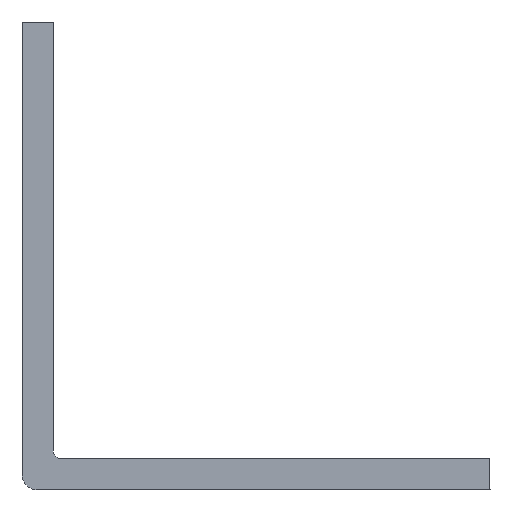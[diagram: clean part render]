
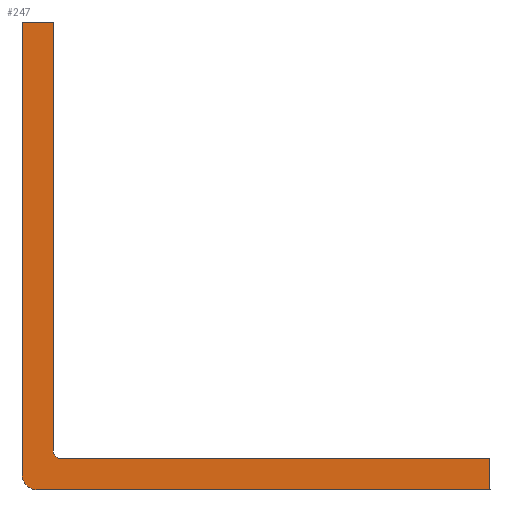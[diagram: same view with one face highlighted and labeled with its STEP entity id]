
A CAD part, left-side view. The second image highlights one B-rep face of the part: STEP entity #247.
In plain terms, the highlighted planar face has unit normal (-1, 0, 0).
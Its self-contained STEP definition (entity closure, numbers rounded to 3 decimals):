
#22=PLANE('',#280);
#33=FACE_OUTER_BOUND('',#46,.T.);
#46=EDGE_LOOP('',(#188,#189,#190,#191,#192,#193,#194,#195));
#65=LINE('',#388,#88);
#68=LINE('',#394,#91);
#69=LINE('',#396,#92);
#70=LINE('',#398,#93);
#71=LINE('',#402,#94);
#72=LINE('',#403,#95);
#88=VECTOR('',#319,10.);
#91=VECTOR('',#324,10.);
#92=VECTOR('',#325,10.);
#93=VECTOR('',#326,10.);
#94=VECTOR('',#329,10.);
#95=VECTOR('',#330,10.);
#112=CIRCLE('',#278,1.);
#113=CIRCLE('',#281,0.5);
#123=VERTEX_POINT('',#381);
#124=VERTEX_POINT('',#383);
#125=VERTEX_POINT('',#387);
#127=VERTEX_POINT('',#393);
#128=VERTEX_POINT('',#395);
#129=VERTEX_POINT('',#397);
#130=VERTEX_POINT('',#399);
#131=VERTEX_POINT('',#401);
#147=EDGE_CURVE('',#123,#124,#112,.T.);
#149=EDGE_CURVE('',#124,#125,#65,.T.);
#152=EDGE_CURVE('',#127,#123,#68,.T.);
#153=EDGE_CURVE('',#128,#127,#69,.T.);
#154=EDGE_CURVE('',#129,#128,#70,.T.);
#155=EDGE_CURVE('',#130,#129,#113,.T.);
#156=EDGE_CURVE('',#131,#130,#71,.T.);
#157=EDGE_CURVE('',#125,#131,#72,.T.);
#188=ORIENTED_EDGE('',*,*,#147,.F.);
#189=ORIENTED_EDGE('',*,*,#152,.F.);
#190=ORIENTED_EDGE('',*,*,#153,.F.);
#191=ORIENTED_EDGE('',*,*,#154,.F.);
#192=ORIENTED_EDGE('',*,*,#155,.F.);
#193=ORIENTED_EDGE('',*,*,#156,.F.);
#194=ORIENTED_EDGE('',*,*,#157,.F.);
#195=ORIENTED_EDGE('',*,*,#149,.F.);
#247=ADVANCED_FACE('',(#33),#22,.F.);
#278=AXIS2_PLACEMENT_3D('',#384,#314,#315);
#280=AXIS2_PLACEMENT_3D('',#392,#322,#323);
#281=AXIS2_PLACEMENT_3D('',#400,#327,#328);
#314=DIRECTION('center_axis',(1.,0.,0.));
#315=DIRECTION('ref_axis',(0.,0.707,-0.707));
#319=DIRECTION('',(0.,0.,1.));
#322=DIRECTION('center_axis',(1.,0.,0.));
#323=DIRECTION('ref_axis',(0.,0.,-1.));
#324=DIRECTION('',(0.,1.,0.));
#325=DIRECTION('',(0.,0.,-1.));
#326=DIRECTION('',(0.,-1.,0.));
#327=DIRECTION('center_axis',(-1.,0.,0.));
#328=DIRECTION('ref_axis',(0.,0.707,-0.707));
#329=DIRECTION('',(0.,0.,-1.));
#330=DIRECTION('',(0.,-1.,0.));
#381=CARTESIAN_POINT('',(-182.,14.,0.));
#383=CARTESIAN_POINT('',(-182.,15.,1.));
#384=CARTESIAN_POINT('Origin',(-182.,14.,1.));
#387=CARTESIAN_POINT('',(-182.,15.,30.));
#388=CARTESIAN_POINT('',(-182.,15.,6.25));
#392=CARTESIAN_POINT('Origin',(-182.,2.5,12.5));
#393=CARTESIAN_POINT('',(-182.,-15.,0.));
#394=CARTESIAN_POINT('',(-182.,-3.75,0.));
#395=CARTESIAN_POINT('',(-182.,-15.,2.));
#396=CARTESIAN_POINT('',(-182.,-15.,7.25));
#397=CARTESIAN_POINT('',(-182.,12.5,2.));
#398=CARTESIAN_POINT('',(-182.,7.75,2.));
#399=CARTESIAN_POINT('',(-182.,13.,2.5));
#400=CARTESIAN_POINT('Origin',(-182.,12.5,2.5));
#401=CARTESIAN_POINT('',(-182.,13.,30.));
#402=CARTESIAN_POINT('',(-182.,13.,18.75));
#403=CARTESIAN_POINT('',(-182.,8.75,30.));
